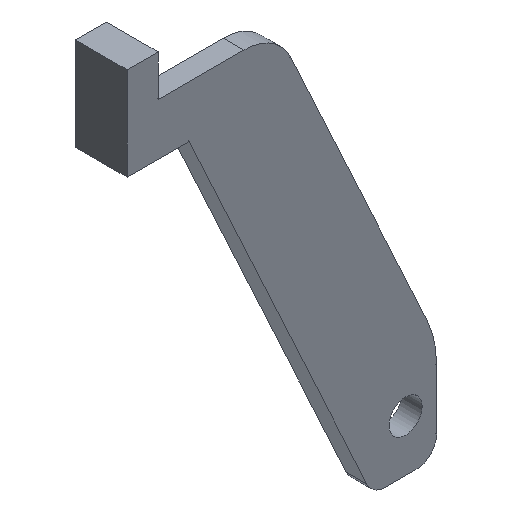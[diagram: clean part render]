
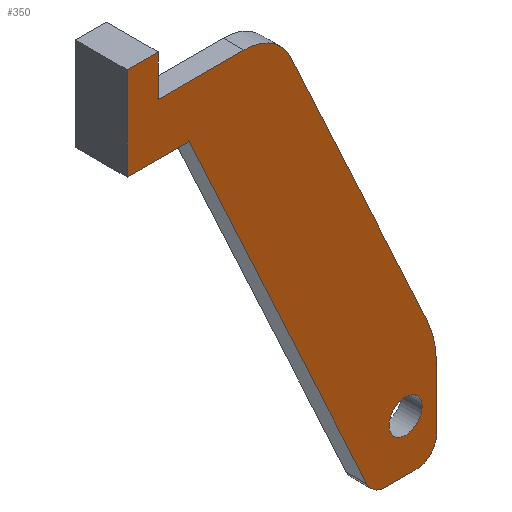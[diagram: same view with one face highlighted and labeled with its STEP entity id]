
A CAD part, isometric view. The second image highlights one B-rep face of the part: STEP entity #350.
In plain terms, the highlighted planar face has unit normal (0, -1, 0).
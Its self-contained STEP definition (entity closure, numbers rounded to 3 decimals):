
#16=FACE_BOUND('',#66,.T.);
#28=PLANE('',#394);
#46=FACE_OUTER_BOUND('',#65,.T.);
#65=EDGE_LOOP('',(#313,#314,#315,#316,#317,#318,#319,#320,#321,#322,#323,
#324,#325));
#66=EDGE_LOOP('',(#326));
#71=LINE('',#508,#107);
#81=LINE('',#538,#117);
#83=LINE('',#544,#119);
#86=LINE('',#554,#122);
#93=LINE('',#572,#129);
#98=LINE('',#582,#134);
#99=LINE('',#585,#135);
#101=LINE('',#588,#137);
#102=LINE('',#590,#138);
#107=VECTOR('',#409,10.);
#117=VECTOR('',#435,10.);
#119=VECTOR('',#443,10.);
#122=VECTOR('',#454,10.);
#129=VECTOR('',#469,10.);
#134=VECTOR('',#480,10.);
#135=VECTOR('',#483,10.);
#137=VECTOR('',#487,10.);
#138=VECTOR('',#490,10.);
#140=CIRCLE('',#367,10.);
#145=CIRCLE('',#375,2.);
#146=CIRCLE('',#378,2.);
#147=CIRCLE('',#381,5.);
#150=CIRCLE('',#389,1.6);
#153=VERTEX_POINT('',#498);
#154=VERTEX_POINT('',#500);
#156=VERTEX_POINT('',#506);
#166=VERTEX_POINT('',#530);
#167=VERTEX_POINT('',#532);
#168=VERTEX_POINT('',#536);
#169=VERTEX_POINT('',#540);
#170=VERTEX_POINT('',#546);
#172=VERTEX_POINT('',#552);
#178=VERTEX_POINT('',#569);
#179=VERTEX_POINT('',#571);
#180=VERTEX_POINT('',#576);
#181=VERTEX_POINT('',#580);
#182=VERTEX_POINT('',#584);
#185=EDGE_CURVE('',#153,#154,#140,.T.);
#189=EDGE_CURVE('',#156,#153,#71,.T.);
#201=EDGE_CURVE('',#166,#167,#145,.T.);
#204=EDGE_CURVE('',#168,#166,#81,.T.);
#206=EDGE_CURVE('',#169,#168,#146,.T.);
#207=EDGE_CURVE('',#154,#169,#83,.T.);
#209=EDGE_CURVE('',#170,#156,#147,.T.);
#212=EDGE_CURVE('',#172,#170,#86,.T.);
#220=EDGE_CURVE('',#178,#179,#93,.T.);
#224=EDGE_CURVE('',#180,#180,#150,.T.);
#226=EDGE_CURVE('',#172,#181,#98,.T.);
#227=EDGE_CURVE('',#181,#182,#99,.T.);
#229=EDGE_CURVE('',#182,#179,#101,.T.);
#230=EDGE_CURVE('',#167,#178,#102,.T.);
#313=ORIENTED_EDGE('',*,*,#185,.F.);
#314=ORIENTED_EDGE('',*,*,#189,.F.);
#315=ORIENTED_EDGE('',*,*,#209,.F.);
#316=ORIENTED_EDGE('',*,*,#212,.F.);
#317=ORIENTED_EDGE('',*,*,#226,.T.);
#318=ORIENTED_EDGE('',*,*,#227,.T.);
#319=ORIENTED_EDGE('',*,*,#229,.T.);
#320=ORIENTED_EDGE('',*,*,#220,.F.);
#321=ORIENTED_EDGE('',*,*,#230,.F.);
#322=ORIENTED_EDGE('',*,*,#201,.F.);
#323=ORIENTED_EDGE('',*,*,#204,.F.);
#324=ORIENTED_EDGE('',*,*,#206,.F.);
#325=ORIENTED_EDGE('',*,*,#207,.F.);
#326=ORIENTED_EDGE('',*,*,#224,.F.);
#350=ADVANCED_FACE('',(#46,#16),#28,.F.);
#367=AXIS2_PLACEMENT_3D('',#501,#402,#403);
#375=AXIS2_PLACEMENT_3D('',#533,#429,#430);
#378=AXIS2_PLACEMENT_3D('',#542,#439,#440);
#381=AXIS2_PLACEMENT_3D('',#548,#447,#448);
#389=AXIS2_PLACEMENT_3D('',#578,#475,#476);
#394=AXIS2_PLACEMENT_3D('',#591,#491,#492);
#402=DIRECTION('center_axis',(0.,1.,0.));
#403=DIRECTION('ref_axis',(0.977,0.,0.214));
#409=DIRECTION('',(0.419,0.,-0.908));
#429=DIRECTION('center_axis',(0.,1.,0.));
#430=DIRECTION('ref_axis',(-0.539,0.,-0.842));
#435=DIRECTION('',(-1.,0.,0.));
#439=DIRECTION('center_axis',(0.,1.,0.));
#440=DIRECTION('ref_axis',(0.707,0.,-0.707));
#443=DIRECTION('',(0.,0.,-1.));
#447=DIRECTION('center_axis',(0.,1.,0.));
#448=DIRECTION('ref_axis',(0.539,0.,0.842));
#454=DIRECTION('',(1.,0.,0.));
#469=DIRECTION('',(-1.,0.,0.));
#475=DIRECTION('center_axis',(0.,-1.,0.));
#476=DIRECTION('ref_axis',(-1.,0.,0.));
#480=DIRECTION('',(0.,0.,1.));
#483=DIRECTION('',(-1.,0.,0.));
#487=DIRECTION('',(0.,0.,-1.));
#490=DIRECTION('',(-0.419,0.,0.908));
#491=DIRECTION('center_axis',(0.,1.,0.));
#492=DIRECTION('ref_axis',(-1.,0.,0.));
#498=CARTESIAN_POINT('',(277.081,13.,-8.007));
#500=CARTESIAN_POINT('',(278.,13.,-12.194));
#501=CARTESIAN_POINT('Origin',(268.,13.,-12.194));
#506=CARTESIAN_POINT('',(263.896,13.,20.593));
#508=CARTESIAN_POINT('',(262.556,13.,23.5));
#530=CARTESIAN_POINT('',(273.08,13.,-20.));
#532=CARTESIAN_POINT('',(271.263,13.,-18.837));
#533=CARTESIAN_POINT('Origin',(273.08,13.,-18.));
#536=CARTESIAN_POINT('',(276.,13.,-20.));
#538=CARTESIAN_POINT('',(278.,13.,-20.));
#540=CARTESIAN_POINT('',(278.,13.,-18.));
#542=CARTESIAN_POINT('Origin',(276.,13.,-18.));
#544=CARTESIAN_POINT('',(278.,13.,-10.));
#546=CARTESIAN_POINT('',(259.355,13.,23.5));
#548=CARTESIAN_POINT('Origin',(259.355,13.,18.5));
#552=CARTESIAN_POINT('',(251.05,13.,23.5));
#554=CARTESIAN_POINT('',(248.05,13.,23.5));
#569=CARTESIAN_POINT('',(254.05,13.,18.5));
#571=CARTESIAN_POINT('',(248.05,13.,18.5));
#572=CARTESIAN_POINT('',(254.05,13.,18.5));
#576=CARTESIAN_POINT('',(276.6,13.,-15.));
#578=CARTESIAN_POINT('Origin',(275.,13.,-15.));
#580=CARTESIAN_POINT('',(251.05,13.,27.5));
#582=CARTESIAN_POINT('',(251.05,13.,18.5));
#584=CARTESIAN_POINT('',(248.05,13.,27.5));
#585=CARTESIAN_POINT('',(251.05,13.,27.5));
#588=CARTESIAN_POINT('',(248.05,13.,27.5));
#590=CARTESIAN_POINT('',(271.799,13.,-20.));
#591=CARTESIAN_POINT('Origin',(263.025,13.,3.75));
